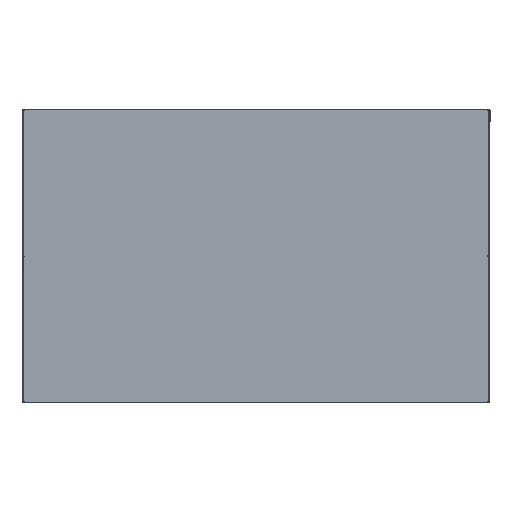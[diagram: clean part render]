
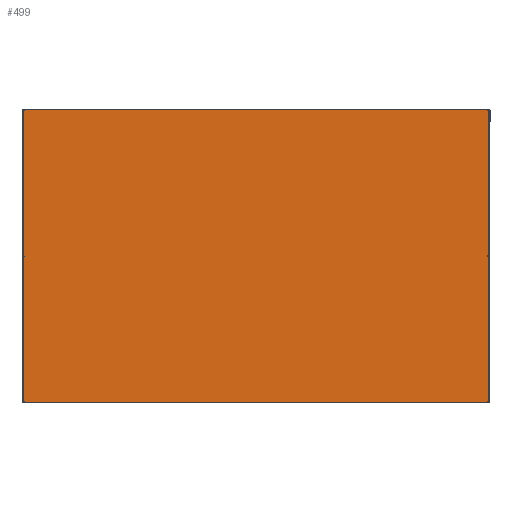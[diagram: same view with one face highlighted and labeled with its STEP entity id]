
A CAD part, top view. The second image highlights one B-rep face of the part: STEP entity #499.
In plain terms, the highlighted planar face has unit normal (0, 0, 1).
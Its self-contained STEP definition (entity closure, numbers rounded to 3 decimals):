
#161=CARTESIAN_POINT('',(42.75,-27.,0.5));
#162=VERTEX_POINT('',#161);
#170=CARTESIAN_POINT('',(42.75,27.,0.5));
#171=VERTEX_POINT('',#170);
#282=CARTESIAN_POINT('',(-42.75,-27.,0.5));
#283=VERTEX_POINT('',#282);
#284=CARTESIAN_POINT('',(-42.75,27.,0.5));
#285=VERTEX_POINT('',#284);
#442=CARTESIAN_POINT('',(-42.75,-27.,0.5));
#443=DIRECTION('',(0.0,1.0,0.0));
#444=VECTOR('',#443,54.0);
#445=LINE('',#442,#444);
#446=EDGE_CURVE('',#283,#285,#445,.T.);
#473=CARTESIAN_POINT('',(0.,0.,0.5));
#474=DIRECTION('',(0.0,0.0,1.0));
#475=DIRECTION('',(1.0,0.0,0.0));
#476=AXIS2_PLACEMENT_3D('',#473,#474,#475);
#477=PLANE('',#476);
#478=CARTESIAN_POINT('',(42.75,-27.,0.5));
#479=DIRECTION('',(0.0,1.0,0.0));
#480=VECTOR('',#479,54.0);
#481=LINE('',#478,#480);
#482=EDGE_CURVE('',#162,#171,#481,.T.);
#483=ORIENTED_EDGE('',*,*,#482,.T.);
#484=CARTESIAN_POINT('',(-42.75,27.,0.5));
#485=DIRECTION('',(1.0,0.0,0.0));
#486=VECTOR('',#485,85.5);
#487=LINE('',#484,#486);
#488=EDGE_CURVE('',#285,#171,#487,.T.);
#489=ORIENTED_EDGE('',*,*,#488,.F.);
#490=ORIENTED_EDGE('',*,*,#446,.F.);
#491=CARTESIAN_POINT('',(42.75,-27.,0.5));
#492=DIRECTION('',(-1.0,0.0,0.0));
#493=VECTOR('',#492,85.5);
#494=LINE('',#491,#493);
#495=EDGE_CURVE('',#162,#283,#494,.T.);
#496=ORIENTED_EDGE('',*,*,#495,.F.);
#497=EDGE_LOOP('',(#483,#489,#490,#496));
#498=FACE_OUTER_BOUND('',#497,.T.);
#499=ADVANCED_FACE('',(#498),#477,.T.);
